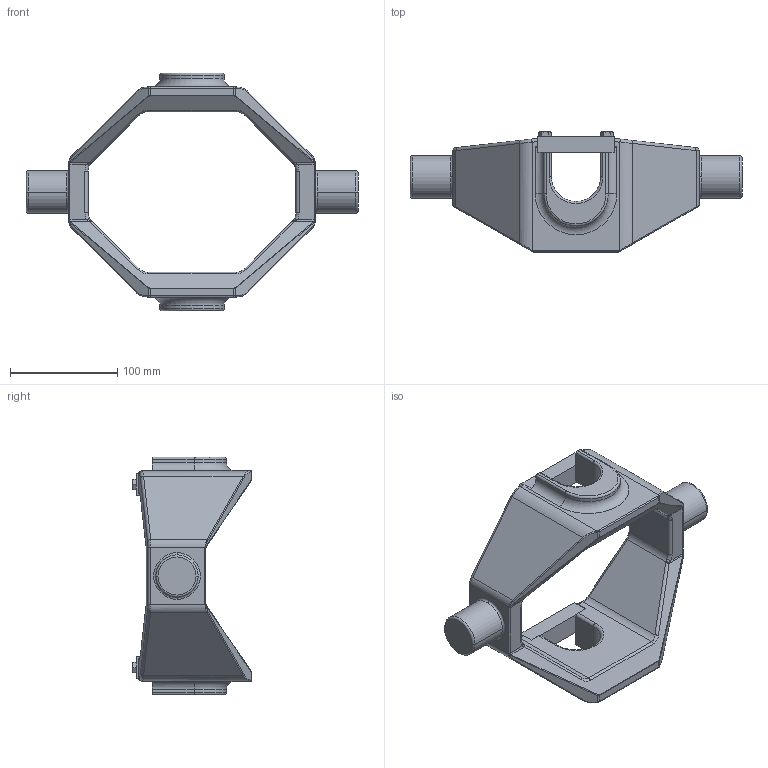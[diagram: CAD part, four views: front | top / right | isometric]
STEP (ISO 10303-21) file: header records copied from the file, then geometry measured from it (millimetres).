
FILE_DESCRIPTION (( 'STEP AP203' ), '1' );
FILE_NAME ('BER.2.STEP', '2015-01-19T06:41:00', ( '' ), ( '' ), 'SwSTEP 2.0', 'SolidWorks 2013', '' );
FILE_SCHEMA (( 'CONFIG_CONTROL_DESIGN' ));
Length unit declared in the file: millimetre
Products named in the file (4): BER2_USINE; BARETTE BER2; Vis H M6_vis H M6-25; BER.2
Assembly tree (7 placements, depth 2):
  BER.2
    BER2_USINE
    BARETTE BER2  x2
    Vis H M6_vis H M6-25  x4
Bounding box: 310 x 112 x 222.2 mm (x, y, z)
Volume: 1078061.1 mm3; surface area: 149621.3 mm2
Topology: 7 solids, 7 shells, 342 faces, 804 edges, 472 vertices
Faces by surface type: cylinder 122, plane 96, bspline 52, cone 40, torus 28, sphere 4
Entity records: 9108 total; most frequent: CARTESIAN_POINT 2645, ORIENTED_EDGE 1296, DIRECTION 1234, EDGE_CURVE 648, AXIS2_PLACEMENT_3D 481, VERTEX_POINT 384, EDGE_LOOP 286, FACE_OUTER_BOUND 275
